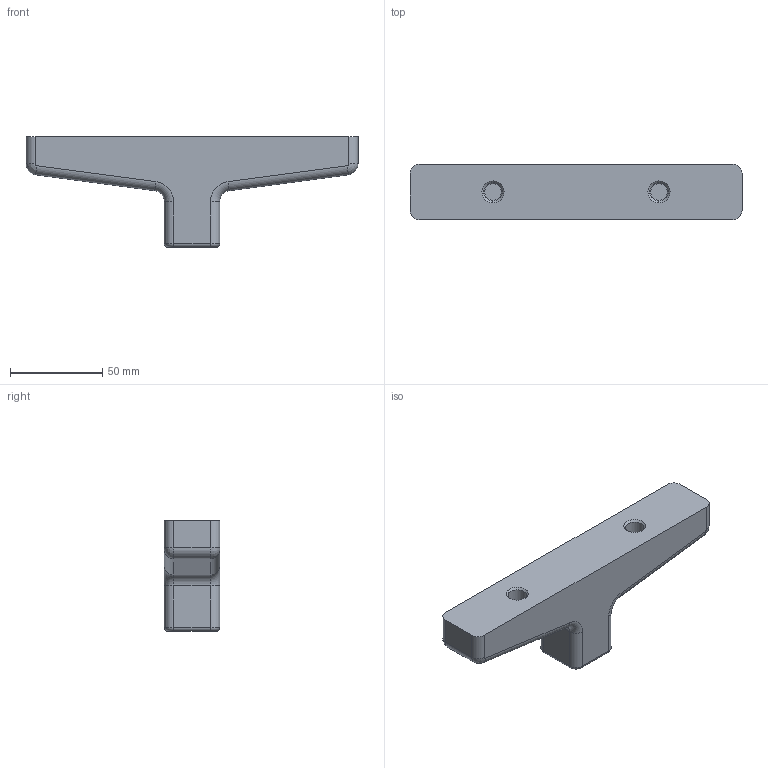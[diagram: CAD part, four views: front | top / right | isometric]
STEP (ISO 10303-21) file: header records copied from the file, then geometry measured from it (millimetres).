
FILE_DESCRIPTION(('FreeCAD Model'),'2;1');
FILE_NAME('Open CASCADE Shape Model','2024-10-05T14:36:26',(''),(''), 'Open CASCADE STEP processor 7.7','FreeCAD','Unknown');
FILE_SCHEMA(('AUTOMOTIVE_DESIGN { 1 0 10303 214 1 1 1 1 }'));
Length unit declared in the file: millimetre
Products named in the file (1): Body
Bounding box: 180 x 30 x 60 mm (x, y, z)
Volume: 147773.3 mm3; surface area: 27220.1 mm2
Topology: 1 solids, 1 shells, 54 faces, 117 edges, 68 vertices
Faces by surface type: cylinder 23, plane 13, torus 8, cone 6, revolution 4
Full cylindrical faces by diameter (mm): 10 x2, 20 x1
Entity records: 1535 total; most frequent: CARTESIAN_POINT 288, DIRECTION 287, ORIENTED_EDGE 234, EDGE_CURVE 117, AXIS2_PLACEMENT_3D 115, VERTEX_POINT 68, CIRCLE 64, FACE_BOUND 57
